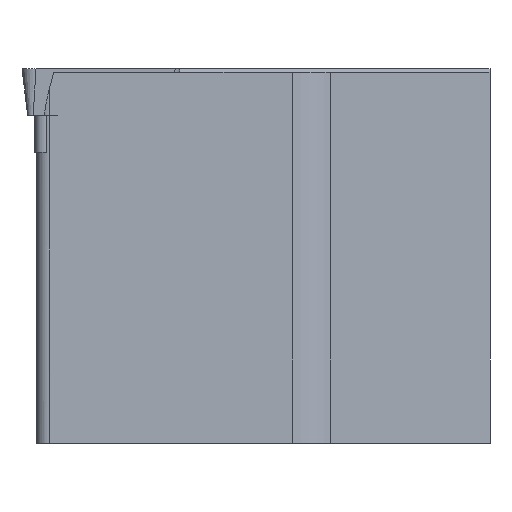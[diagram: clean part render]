
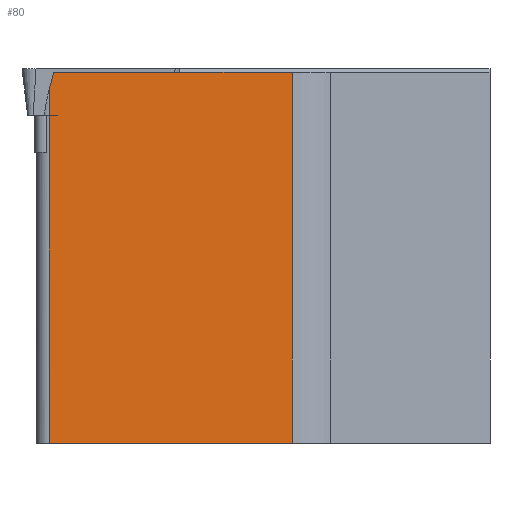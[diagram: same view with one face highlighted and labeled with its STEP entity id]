
A CAD part, left-side view. The second image highlights one B-rep face of the part: STEP entity #80.
In plain terms, the highlighted planar face has unit normal (-0.999, -0.052, 0).
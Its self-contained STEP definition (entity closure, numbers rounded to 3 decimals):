
#57=PLANE('',#587);
#80=ADVANCED_FACE('',(#113),#57,.F.);
#113=FACE_OUTER_BOUND('',#142,.T.);
#142=EDGE_LOOP('',(#244,#245,#246,#247,#248));
#244=ORIENTED_EDGE('',*,*,#378,.F.);
#245=ORIENTED_EDGE('',*,*,#384,.F.);
#246=ORIENTED_EDGE('',*,*,#419,.T.);
#247=ORIENTED_EDGE('',*,*,#410,.F.);
#248=ORIENTED_EDGE('',*,*,#420,.T.);
#328=VERTEX_POINT('',#771);
#329=VERTEX_POINT('',#773);
#334=VERTEX_POINT('',#784);
#351=VERTEX_POINT('',#835);
#353=VERTEX_POINT('',#838);
#378=EDGE_CURVE('',#328,#329,#452,.T.);
#384=EDGE_CURVE('',#334,#328,#454,.T.);
#410=EDGE_CURVE('',#351,#353,#480,.T.);
#419=EDGE_CURVE('',#334,#353,#488,.T.);
#420=EDGE_CURVE('',#351,#329,#489,.T.);
#452=LINE('',#772,#511);
#454=LINE('',#785,#513);
#480=LINE('',#837,#539);
#488=LINE('',#854,#547);
#489=LINE('',#855,#548);
#511=VECTOR('',#620,1.);
#513=VECTOR('',#632,1.);
#539=VECTOR('',#674,1.);
#547=VECTOR('',#688,1.);
#548=VECTOR('',#689,1.);
#587=AXIS2_PLACEMENT_3D('',#856,#690,#691);
#620=DIRECTION('',(0.,0.,1.));
#632=DIRECTION('',(-0.052,0.999,0.));
#674=DIRECTION('',(0.052,-0.999,0.));
#688=DIRECTION('',(0.,0.,1.));
#689=DIRECTION('',(-0.014,0.261,-0.965));
#690=DIRECTION('',(0.999,0.052,0.));
#691=DIRECTION('',(0.052,-0.999,0.));
#771=CARTESIAN_POINT('',(1.001,37.685,-32.));
#772=CARTESIAN_POINT('',(1.001,37.685,-40.));
#773=CARTESIAN_POINT('',(1.001,37.685,-1.798));
#784=CARTESIAN_POINT('',(2.09,16.917,-32.));
#785=CARTESIAN_POINT('',(1.001,37.685,-32.));
#835=CARTESIAN_POINT('',(1.023,37.281,-0.3));
#837=CARTESIAN_POINT('',(1.001,37.685,-0.3));
#838=CARTESIAN_POINT('',(2.09,16.917,-0.3));
#854=CARTESIAN_POINT('',(2.09,16.917,-40.));
#855=CARTESIAN_POINT('',(0.497,47.3,-37.396));
#856=CARTESIAN_POINT('',(1.001,37.685,-40.));
